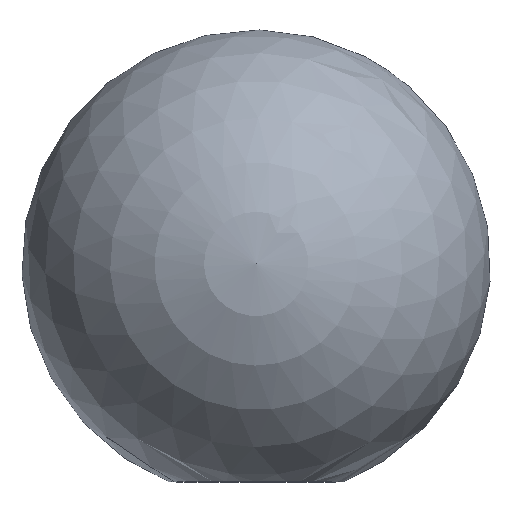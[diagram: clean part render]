
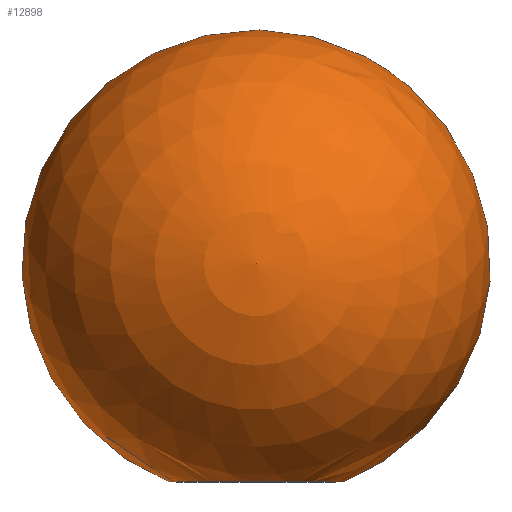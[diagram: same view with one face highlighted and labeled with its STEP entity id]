
A CAD part, top view. The second image highlights one B-rep face of the part: STEP entity #12898.
In plain terms, the highlighted spherical face has radius 7.5 mm.
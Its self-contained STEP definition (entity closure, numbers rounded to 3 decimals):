
#12 = EDGE_LOOP ( 'NONE', ( #5290 ) ) ;
#2434 = CIRCLE ( 'NONE', #3693, 2.786 ) ;
#3693 = AXIS2_PLACEMENT_3D ( 'NONE', #7492, #10666, #12700 ) ;
#5107 = CARTESIAN_POINT ( 'NONE',  ( 0., 7.5, 0. ) ) ;
#5290 = ORIENTED_EDGE ( 'NONE', *, *, #7298, .T. ) ;
#7081 = VERTEX_POINT ( 'NONE', #10672 ) ;
#7298 = EDGE_CURVE ( 'NONE', #7081, #7081, #2434, .T. ) ;
#7492 = CARTESIAN_POINT ( 'NONE',  ( 0., 0.537, 0. ) ) ;
#8071 = SPHERICAL_SURFACE ( 'NONE', #12881, 7.5 ) ;
#8255 = DIRECTION ( 'NONE',  ( -1., 0., 0. ) ) ;
#10666 = DIRECTION ( 'NONE',  ( 0., 1., 0. ) ) ;
#10672 = CARTESIAN_POINT ( 'NONE',  ( 0., 0.537, 2.786 ) ) ;
#10882 = FACE_OUTER_BOUND ( 'NONE', #12, .T. ) ;
#12323 = DIRECTION ( 'NONE',  ( 0., 0., -1. ) ) ;
#12700 = DIRECTION ( 'NONE',  ( 0., 0., 1. ) ) ;
#12881 = AXIS2_PLACEMENT_3D ( 'NONE', #5107, #12323, #8255 ) ;
#12898 = ADVANCED_FACE ( 'NONE', ( #10882 ), #8071, .T. ) ;
